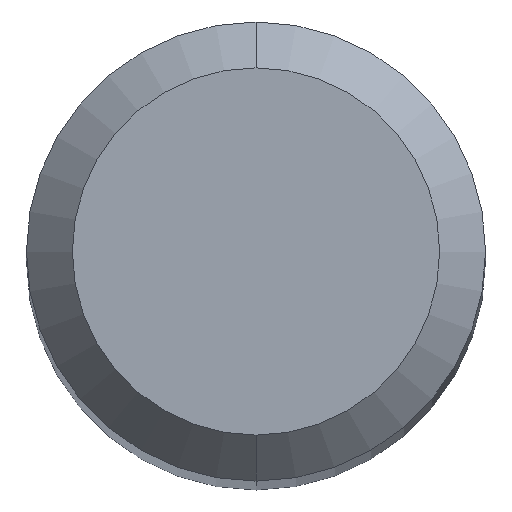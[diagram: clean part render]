
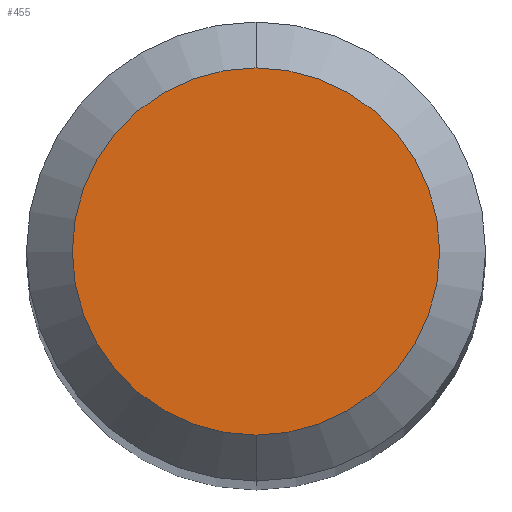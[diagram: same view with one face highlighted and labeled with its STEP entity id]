
A CAD part, top view. The second image highlights one B-rep face of the part: STEP entity #455.
In plain terms, the highlighted planar face has unit normal (0, 0, 1).
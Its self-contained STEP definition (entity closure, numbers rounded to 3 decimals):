
#177=EDGE_CURVE('',#347,#225,#484,.T.);
#225=VERTEX_POINT('',#537);
#347=VERTEX_POINT('',#670);
#383=EDGE_CURVE('',#225,#347,#711,.T.);
#455=ADVANCED_FACE('',(#791),#792,.T.);
#484=CIRCLE('',#814,1.2);
#537=CARTESIAN_POINT('',(0.,-1.2,0.0));
#670=CARTESIAN_POINT('',(0.0,1.2,0.0));
#711=CIRCLE('',#1305,1.2);
#791=FACE_OUTER_BOUND('',#1424,.T.);
#792=PLANE('',#1425);
#814=AXIS2_PLACEMENT_3D('',#1445,#1446,#1447);
#1305=AXIS2_PLACEMENT_3D('',#1702,#1703,#1704);
#1424=EDGE_LOOP('',(#1798,#1799));
#1425=AXIS2_PLACEMENT_3D('',#1800,#1801,#1802);
#1445=CARTESIAN_POINT('',(0.0,0.0,0.0));
#1446=DIRECTION('',(0.0,0.0,-1.0));
#1447=DIRECTION('',(0.0,1.0,0.0));
#1702=CARTESIAN_POINT('',(0.0,0.0,0.0));
#1703=DIRECTION('',(0.0,0.0,-1.0));
#1704=DIRECTION('',(0.0,1.0,0.0));
#1798=ORIENTED_EDGE('',*,*,#177,.F.);
#1799=ORIENTED_EDGE('',*,*,#383,.F.);
#1800=CARTESIAN_POINT('',(0.0,0.6,0.0));
#1801=DIRECTION('',(-0.0,0.0,1.0));
#1802=DIRECTION('',(0.0,-1.0,0.0));
